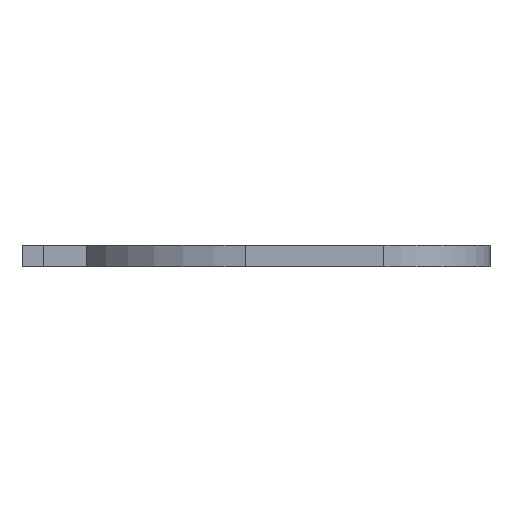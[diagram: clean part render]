
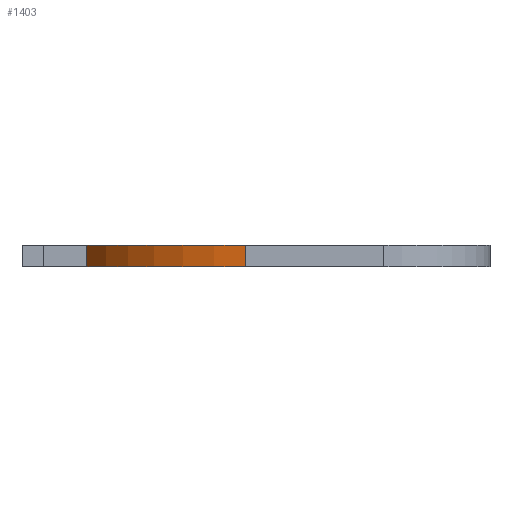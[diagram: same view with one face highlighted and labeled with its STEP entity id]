
A CAD part, left-side view. The second image highlights one B-rep face of the part: STEP entity #1403.
In plain terms, the highlighted cylindrical face has radius 29 mm (diameter 58 mm), a partial arc.
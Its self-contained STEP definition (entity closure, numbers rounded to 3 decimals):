
#11 = CIRCLE ( 'NONE', #1152, 29. ) ;
#29 = DIRECTION ( 'NONE',  ( 0., 0., 1. ) ) ;
#32 = VECTOR ( 'NONE', #980, 1000. ) ;
#71 = CARTESIAN_POINT ( 'NONE',  ( -32.113, 27.936, -13. ) ) ;
#72 = EDGE_LOOP ( 'NONE', ( #340, #379, #1076, #612 ) ) ;
#92 = CARTESIAN_POINT ( 'NONE',  ( -61.009, 30.39, -13. ) ) ;
#313 = CARTESIAN_POINT ( 'NONE',  ( -61.009, 30.39, -10. ) ) ;
#340 = ORIENTED_EDGE ( 'NONE', *, *, #1685, .T. ) ;
#364 = DIRECTION ( 'NONE',  ( 0., 0., -1. ) ) ;
#379 = ORIENTED_EDGE ( 'NONE', *, *, #1522, .F. ) ;
#498 = DIRECTION ( 'NONE',  ( -1., 0., 0. ) ) ;
#548 = AXIS2_PLACEMENT_3D ( 'NONE', #1503, #836, #1379 ) ;
#568 = VERTEX_POINT ( 'NONE', #92 ) ;
#612 = ORIENTED_EDGE ( 'NONE', *, *, #1485, .T. ) ;
#720 = FACE_OUTER_BOUND ( 'NONE', #72, .T. ) ;
#759 = CARTESIAN_POINT ( 'NONE',  ( -47., 52.823, -10. ) ) ;
#836 = DIRECTION ( 'NONE',  ( 0., 0., -1. ) ) ;
#980 = DIRECTION ( 'NONE',  ( 0., 0., 1. ) ) ;
#1009 = VERTEX_POINT ( 'NONE', #1019 ) ;
#1019 = CARTESIAN_POINT ( 'NONE',  ( -47., 52.823, -13. ) ) ;
#1031 = CYLINDRICAL_SURFACE ( 'NONE', #1583, 29. ) ;
#1054 = CIRCLE ( 'NONE', #548, 29. ) ;
#1076 = ORIENTED_EDGE ( 'NONE', *, *, #1498, .F. ) ;
#1131 = CARTESIAN_POINT ( 'NONE',  ( -47., 52.823, -13. ) ) ;
#1152 = AXIS2_PLACEMENT_3D ( 'NONE', #1162, #364, #498 ) ;
#1156 = DIRECTION ( 'NONE',  ( 0., 0., 1. ) ) ;
#1162 = CARTESIAN_POINT ( 'NONE',  ( -32.113, 27.936, -10. ) ) ;
#1263 = VERTEX_POINT ( 'NONE', #313 ) ;
#1379 = DIRECTION ( 'NONE',  ( -1., 0., 0. ) ) ;
#1403 = ADVANCED_FACE ( 'NONE', ( #720 ), #1031, .T. ) ;
#1417 = LINE ( 'NONE', #1634, #32 ) ;
#1485 = EDGE_CURVE ( 'NONE', #568, #1263, #1417, .T. ) ;
#1498 = EDGE_CURVE ( 'NONE', #568, #1009, #1054, .T. ) ;
#1503 = CARTESIAN_POINT ( 'NONE',  ( -32.113, 27.936, -13. ) ) ;
#1506 = VECTOR ( 'NONE', #1156, 1000. ) ;
#1522 = EDGE_CURVE ( 'NONE', #1009, #1534, #1711, .T. ) ;
#1534 = VERTEX_POINT ( 'NONE', #759 ) ;
#1583 = AXIS2_PLACEMENT_3D ( 'NONE', #71, #29, #1674 ) ;
#1634 = CARTESIAN_POINT ( 'NONE',  ( -61.009, 30.39, -13. ) ) ;
#1674 = DIRECTION ( 'NONE',  ( 1., 0., 0. ) ) ;
#1685 = EDGE_CURVE ( 'NONE', #1263, #1534, #11, .T. ) ;
#1711 = LINE ( 'NONE', #1131, #1506 ) ;
